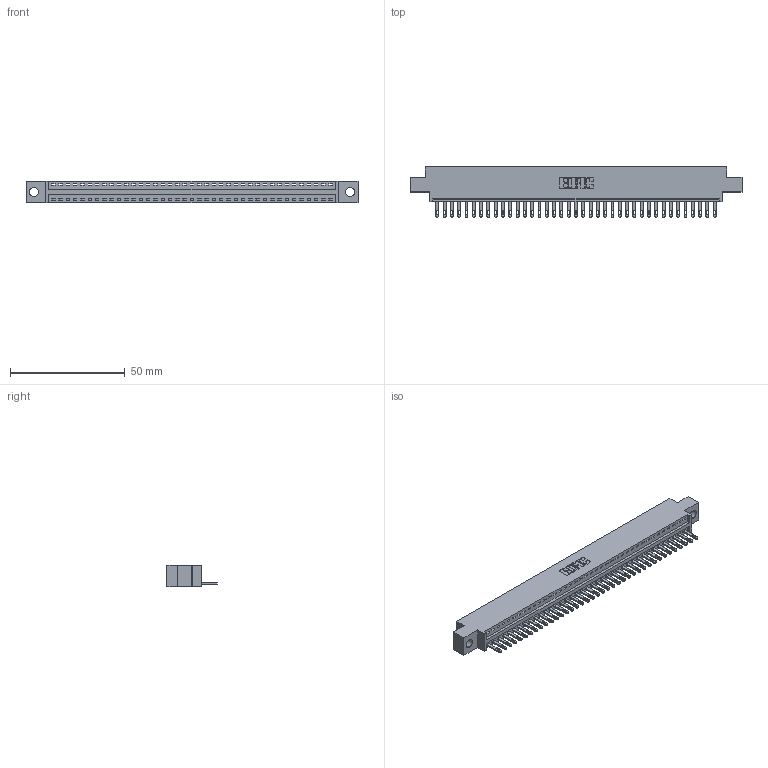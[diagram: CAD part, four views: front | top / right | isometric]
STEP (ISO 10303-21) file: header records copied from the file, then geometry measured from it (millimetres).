
FILE_DESCRIPTION (( 'STEP AP203' ), '1' );
FILE_NAME ('896-039-500-604.STEP', '2021-07-27T20:56:37', ( '' ), ( '' ), 'SwSTEP 2.0', 'SolidWorks 2020', '' );
FILE_SCHEMA (( 'CONFIG_CONTROL_DESIGN' ));
Length unit declared in the file: inch
Products named in the file (3): 345-292-001_345-293-100; 896-039-500-604; 846 Part_0.170 Offset - 0.156 Dia-TH
Assembly tree (40 placements, depth 2):
  896-039-500-604
    846 Part_0.170 Offset - 0.156 Dia-TH
    345-292-001_345-293-100  x39
Bounding box: 144.4 x 21.84 x 9.4 mm (x, y, z)
Volume: 13583.2 mm3; surface area: 17001 mm2
Topology: 40 solids, 40 shells, 2232 faces, 6893 edges, 4594 vertices
Faces by surface type: plane 1406, cylinder 826
Entity records: 24673 total; most frequent: CARTESIAN_POINT 4237, ORIENTED_EDGE 4210, DIRECTION 3743, EDGE_CURVE 2105, LINE 1813, VECTOR 1813, VERTEX_POINT 1402, AXIS2_PLACEMENT_3D 965
